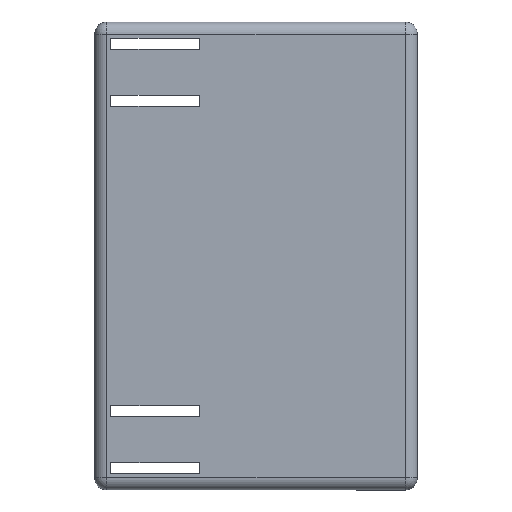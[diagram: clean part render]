
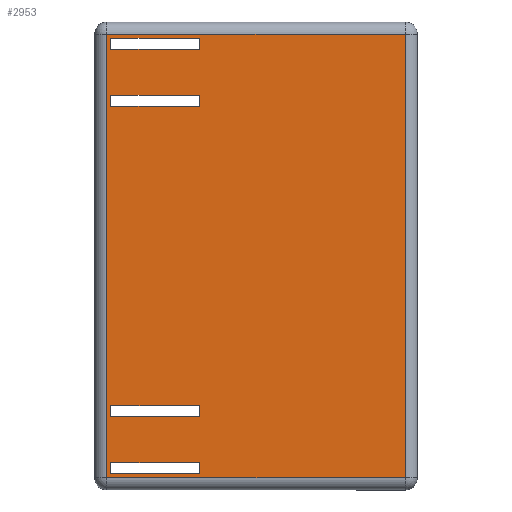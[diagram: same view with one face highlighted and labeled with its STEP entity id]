
A CAD part, left-side view. The second image highlights one B-rep face of the part: STEP entity #2953.
In plain terms, the highlighted planar face has unit normal (-1, 0, 0).
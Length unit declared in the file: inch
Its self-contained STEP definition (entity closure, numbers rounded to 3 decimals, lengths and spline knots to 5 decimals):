
#47=FACE_BOUND('',#426,.T.);
#48=FACE_BOUND('',#427,.T.);
#49=FACE_BOUND('',#428,.T.);
#50=FACE_BOUND('',#429,.T.);
#253=FACE_OUTER_BOUND('',#425,.T.);
#425=EDGE_LOOP('',(#2243,#2244,#2245,#2246));
#426=EDGE_LOOP('',(#2247,#2248,#2249,#2250));
#427=EDGE_LOOP('',(#2251,#2252,#2253,#2254));
#428=EDGE_LOOP('',(#2255,#2256,#2257,#2258));
#429=EDGE_LOOP('',(#2259,#2260,#2261,#2262));
#631=LINE('',#4391,#963);
#635=LINE('',#4400,#967);
#647=LINE('',#4421,#979);
#651=LINE('',#4430,#983);
#709=LINE('',#4581,#1041);
#712=LINE('',#4593,#1044);
#713=LINE('',#4597,#1045);
#714=LINE('',#4598,#1046);
#715=LINE('',#4600,#1047);
#716=LINE('',#4602,#1048);
#717=LINE('',#4603,#1049);
#718=LINE('',#4605,#1050);
#719=LINE('',#4607,#1051);
#720=LINE('',#4608,#1052);
#721=LINE('',#4610,#1053);
#722=LINE('',#4612,#1054);
#723=LINE('',#4613,#1055);
#724=LINE('',#4615,#1056);
#725=LINE('',#4617,#1057);
#726=LINE('',#4618,#1058);
#963=VECTOR('',#3490,0.3937);
#967=VECTOR('',#3496,0.3937);
#979=VECTOR('',#3518,0.3937);
#983=VECTOR('',#3524,0.3937);
#1041=VECTOR('',#3664,0.3937);
#1044=VECTOR('',#3683,0.3937);
#1045=VECTOR('',#3688,0.3937);
#1046=VECTOR('',#3689,0.3937);
#1047=VECTOR('',#3690,0.3937);
#1048=VECTOR('',#3691,0.3937);
#1049=VECTOR('',#3692,0.3937);
#1050=VECTOR('',#3693,0.3937);
#1051=VECTOR('',#3694,0.3937);
#1052=VECTOR('',#3695,0.3937);
#1053=VECTOR('',#3696,0.3937);
#1054=VECTOR('',#3697,0.3937);
#1055=VECTOR('',#3698,0.3937);
#1056=VECTOR('',#3699,0.3937);
#1057=VECTOR('',#3700,0.3937);
#1058=VECTOR('',#3701,0.3937);
#1327=VERTEX_POINT('',#4388);
#1328=VERTEX_POINT('',#4390);
#1331=VERTEX_POINT('',#4397);
#1332=VERTEX_POINT('',#4399);
#1335=VERTEX_POINT('',#4418);
#1336=VERTEX_POINT('',#4420);
#1339=VERTEX_POINT('',#4427);
#1340=VERTEX_POINT('',#4429);
#1391=VERTEX_POINT('',#4578);
#1392=VERTEX_POINT('',#4580);
#1393=VERTEX_POINT('',#4592);
#1394=VERTEX_POINT('',#4596);
#1395=VERTEX_POINT('',#4599);
#1396=VERTEX_POINT('',#4601);
#1397=VERTEX_POINT('',#4604);
#1398=VERTEX_POINT('',#4606);
#1399=VERTEX_POINT('',#4609);
#1400=VERTEX_POINT('',#4611);
#1401=VERTEX_POINT('',#4614);
#1402=VERTEX_POINT('',#4616);
#1620=EDGE_CURVE('',#1328,#1327,#631,.T.);
#1624=EDGE_CURVE('',#1332,#1331,#635,.T.);
#1636=EDGE_CURVE('',#1336,#1335,#647,.T.);
#1640=EDGE_CURVE('',#1340,#1339,#651,.T.);
#1719=EDGE_CURVE('',#1391,#1392,#709,.T.);
#1726=EDGE_CURVE('',#1392,#1393,#712,.T.);
#1728=EDGE_CURVE('',#1394,#1391,#713,.T.);
#1729=EDGE_CURVE('',#1393,#1394,#714,.T.);
#1730=EDGE_CURVE('',#1327,#1395,#715,.T.);
#1731=EDGE_CURVE('',#1395,#1396,#716,.T.);
#1732=EDGE_CURVE('',#1396,#1328,#717,.T.);
#1733=EDGE_CURVE('',#1331,#1397,#718,.T.);
#1734=EDGE_CURVE('',#1397,#1398,#719,.T.);
#1735=EDGE_CURVE('',#1398,#1332,#720,.T.);
#1736=EDGE_CURVE('',#1335,#1399,#721,.T.);
#1737=EDGE_CURVE('',#1399,#1400,#722,.T.);
#1738=EDGE_CURVE('',#1400,#1336,#723,.T.);
#1739=EDGE_CURVE('',#1339,#1401,#724,.T.);
#1740=EDGE_CURVE('',#1401,#1402,#725,.T.);
#1741=EDGE_CURVE('',#1402,#1340,#726,.T.);
#2243=ORIENTED_EDGE('',*,*,#1719,.F.);
#2244=ORIENTED_EDGE('',*,*,#1728,.F.);
#2245=ORIENTED_EDGE('',*,*,#1729,.F.);
#2246=ORIENTED_EDGE('',*,*,#1726,.F.);
#2247=ORIENTED_EDGE('',*,*,#1730,.T.);
#2248=ORIENTED_EDGE('',*,*,#1731,.T.);
#2249=ORIENTED_EDGE('',*,*,#1732,.T.);
#2250=ORIENTED_EDGE('',*,*,#1620,.T.);
#2251=ORIENTED_EDGE('',*,*,#1733,.T.);
#2252=ORIENTED_EDGE('',*,*,#1734,.T.);
#2253=ORIENTED_EDGE('',*,*,#1735,.T.);
#2254=ORIENTED_EDGE('',*,*,#1624,.T.);
#2255=ORIENTED_EDGE('',*,*,#1736,.T.);
#2256=ORIENTED_EDGE('',*,*,#1737,.T.);
#2257=ORIENTED_EDGE('',*,*,#1738,.T.);
#2258=ORIENTED_EDGE('',*,*,#1636,.T.);
#2259=ORIENTED_EDGE('',*,*,#1739,.T.);
#2260=ORIENTED_EDGE('',*,*,#1740,.T.);
#2261=ORIENTED_EDGE('',*,*,#1741,.T.);
#2262=ORIENTED_EDGE('',*,*,#1640,.T.);
#2840=PLANE('',#3175);
#2953=ADVANCED_FACE('',(#253,#47,#48,#49,#50),#2840,.T.);
#3175=AXIS2_PLACEMENT_3D('',#4595,#3686,#3687);
#3490=DIRECTION('',(0.,0.,-1.));
#3496=DIRECTION('',(0.,0.,-1.));
#3518=DIRECTION('',(0.,0.,-1.));
#3524=DIRECTION('',(0.,0.,-1.));
#3664=DIRECTION('',(0.,0.,1.));
#3683=DIRECTION('',(0.,-1.,0.));
#3686=DIRECTION('center_axis',(-1.,0.,0.));
#3687=DIRECTION('ref_axis',(0.,-1.,0.));
#3688=DIRECTION('',(0.,1.,0.));
#3689=DIRECTION('',(0.,0.,-1.));
#3690=DIRECTION('',(0.,1.,0.));
#3691=DIRECTION('',(0.,0.,1.));
#3692=DIRECTION('',(0.,-1.,0.));
#3693=DIRECTION('',(0.,1.,0.));
#3694=DIRECTION('',(0.,0.,1.));
#3695=DIRECTION('',(0.,-1.,0.));
#3696=DIRECTION('',(0.,1.,0.));
#3697=DIRECTION('',(0.,0.,1.));
#3698=DIRECTION('',(0.,-1.,0.));
#3699=DIRECTION('',(0.,1.,0.));
#3700=DIRECTION('',(0.,0.,1.));
#3701=DIRECTION('',(0.,-1.,0.));
#4388=CARTESIAN_POINT('',(0.,2.7,8.00289));
#4390=CARTESIAN_POINT('',(0.,2.7,8.14289));
#4391=CARTESIAN_POINT('',(0.,2.7,4.5017));
#4397=CARTESIAN_POINT('',(0.,2.7,3.45));
#4399=CARTESIAN_POINT('',(0.,2.7,3.59));
#4400=CARTESIAN_POINT('',(0.,2.7,2.22525));
#4418=CARTESIAN_POINT('',(0.,2.7,4.15711));
#4420=CARTESIAN_POINT('',(0.,2.7,4.29711));
#4421=CARTESIAN_POINT('',(0.,2.7,2.5788));
#4427=CARTESIAN_POINT('',(0.,2.7,8.71));
#4429=CARTESIAN_POINT('',(0.,2.7,8.85));
#4430=CARTESIAN_POINT('',(0.,2.7,4.85525));
#4578=CARTESIAN_POINT('',(0.,3.85,3.4));
#4580=CARTESIAN_POINT('',(0.,3.85,8.9));
#4581=CARTESIAN_POINT('',(0.,3.85,3.57525));
#4592=CARTESIAN_POINT('',(0.,0.15,8.9));
#4593=CARTESIAN_POINT('',(0.,2.8,8.9));
#4595=CARTESIAN_POINT('Origin',(0.,3.563,1.0005));
#4596=CARTESIAN_POINT('',(0.,0.15,3.4));
#4597=CARTESIAN_POINT('',(0.,2.64,3.4));
#4598=CARTESIAN_POINT('',(0.,0.15,3.01507));
#4599=CARTESIAN_POINT('',(0.,3.8,8.00289));
#4600=CARTESIAN_POINT('',(0.,3.6815,8.00289));
#4601=CARTESIAN_POINT('',(0.,3.8,8.14289));
#4602=CARTESIAN_POINT('',(0.,3.8,4.5717));
#4603=CARTESIAN_POINT('',(0.,3.1815,8.14289));
#4604=CARTESIAN_POINT('',(0.,3.8,3.45));
#4605=CARTESIAN_POINT('',(0.,3.1815,3.45));
#4606=CARTESIAN_POINT('',(0.,3.8,3.59));
#4607=CARTESIAN_POINT('',(0.,3.8,2.29525));
#4608=CARTESIAN_POINT('',(0.,3.1815,3.59));
#4609=CARTESIAN_POINT('',(0.,3.8,4.15711));
#4610=CARTESIAN_POINT('',(0.,3.1815,4.15711));
#4611=CARTESIAN_POINT('',(0.,3.8,4.29711));
#4612=CARTESIAN_POINT('',(0.,3.8,2.6488));
#4613=CARTESIAN_POINT('',(0.,3.1815,4.29711));
#4614=CARTESIAN_POINT('',(0.,3.8,8.71));
#4615=CARTESIAN_POINT('',(0.,3.6815,8.71));
#4616=CARTESIAN_POINT('',(0.,3.8,8.85));
#4617=CARTESIAN_POINT('',(0.,3.8,4.92525));
#4618=CARTESIAN_POINT('',(0.,3.1815,8.85));
